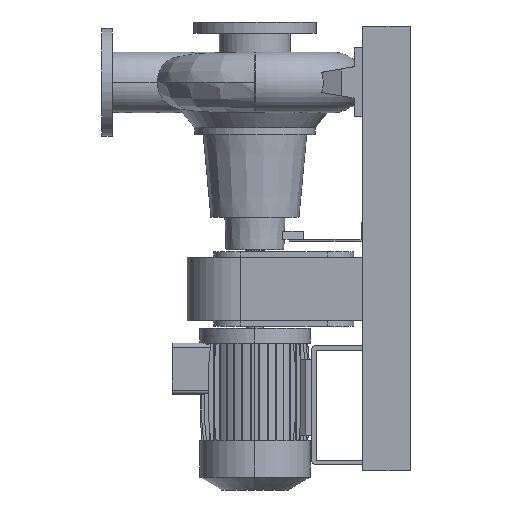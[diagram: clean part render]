
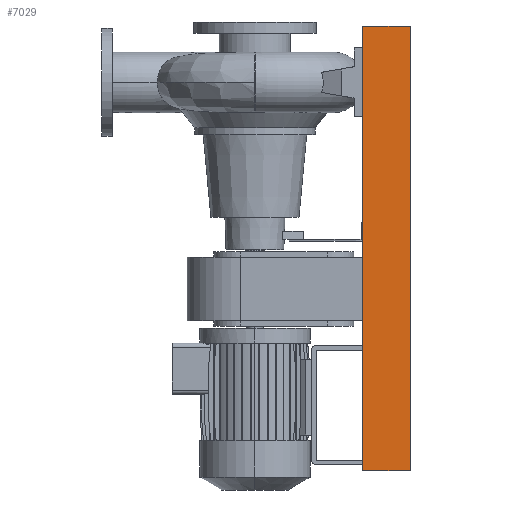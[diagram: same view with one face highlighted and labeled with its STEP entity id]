
A CAD part, left-side view. The second image highlights one B-rep face of the part: STEP entity #7029.
In plain terms, the highlighted planar face has unit normal (-1, 0, 0).
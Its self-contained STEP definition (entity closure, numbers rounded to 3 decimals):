
#577 = PLANE ( 'NONE',  #18147 ) ;
#1444 = EDGE_CURVE ( 'NONE', #16730, #16025, #7607, .T. ) ;
#3051 = VECTOR ( 'NONE', #10400, 1000. ) ;
#3179 = DIRECTION ( 'NONE',  ( 0., -1., 0. ) ) ;
#3308 = LINE ( 'NONE', #4839, #7174 ) ;
#3760 = ORIENTED_EDGE ( 'NONE', *, *, #4427, .T. ) ;
#4253 = DIRECTION ( 'NONE',  ( 0., -1., 0. ) ) ;
#4427 = EDGE_CURVE ( 'NONE', #15517, #9401, #14672, .T. ) ;
#4593 = CARTESIAN_POINT ( 'NONE',  ( -200., 55., 515. ) ) ;
#4839 = CARTESIAN_POINT ( 'NONE',  ( -200., 55., -515. ) ) ;
#5346 = ORIENTED_EDGE ( 'NONE', *, *, #9352, .F. ) ;
#5472 = EDGE_LOOP ( 'NONE', ( #15734, #5346, #3760, #10561 ) ) ;
#6379 = CARTESIAN_POINT ( 'NONE',  ( -200., 55., -515. ) ) ;
#6965 = LINE ( 'NONE', #15241, #3051 ) ;
#7029 = ADVANCED_FACE ( 'NONE', ( #12099 ), #577, .T. ) ;
#7174 = VECTOR ( 'NONE', #9857, 1000. ) ;
#7607 = LINE ( 'NONE', #20962, #16030 ) ;
#9352 = EDGE_CURVE ( 'NONE', #15517, #16730, #3308, .T. ) ;
#9401 = VERTEX_POINT ( 'NONE', #21102 ) ;
#9525 = EDGE_CURVE ( 'NONE', #9401, #16025, #6965, .T. ) ;
#9857 = DIRECTION ( 'NONE',  ( 0., 0., 1. ) ) ;
#10273 = DIRECTION ( 'NONE',  ( -1., 0., 0. ) ) ;
#10400 = DIRECTION ( 'NONE',  ( 0., 0., 1. ) ) ;
#10561 = ORIENTED_EDGE ( 'NONE', *, *, #9525, .T. ) ;
#12099 = FACE_OUTER_BOUND ( 'NONE', #5472, .T. ) ;
#13593 = DIRECTION ( 'NONE',  ( 0., 0., 1. ) ) ;
#14672 = LINE ( 'NONE', #16076, #17817 ) ;
#14904 = CARTESIAN_POINT ( 'NONE',  ( -200., -55., -515. ) ) ;
#15061 = CARTESIAN_POINT ( 'NONE',  ( -200., -55., 515. ) ) ;
#15241 = CARTESIAN_POINT ( 'NONE',  ( -200., -55., -515. ) ) ;
#15517 = VERTEX_POINT ( 'NONE', #6379 ) ;
#15734 = ORIENTED_EDGE ( 'NONE', *, *, #1444, .F. ) ;
#16025 = VERTEX_POINT ( 'NONE', #15061 ) ;
#16030 = VECTOR ( 'NONE', #4253, 1000. ) ;
#16076 = CARTESIAN_POINT ( 'NONE',  ( -200., -55., -515. ) ) ;
#16730 = VERTEX_POINT ( 'NONE', #4593 ) ;
#17817 = VECTOR ( 'NONE', #3179, 1000. ) ;
#18147 = AXIS2_PLACEMENT_3D ( 'NONE', #14904, #10273, #13593 ) ;
#20962 = CARTESIAN_POINT ( 'NONE',  ( -200., -55., 515. ) ) ;
#21102 = CARTESIAN_POINT ( 'NONE',  ( -200., -55., -515. ) ) ;
